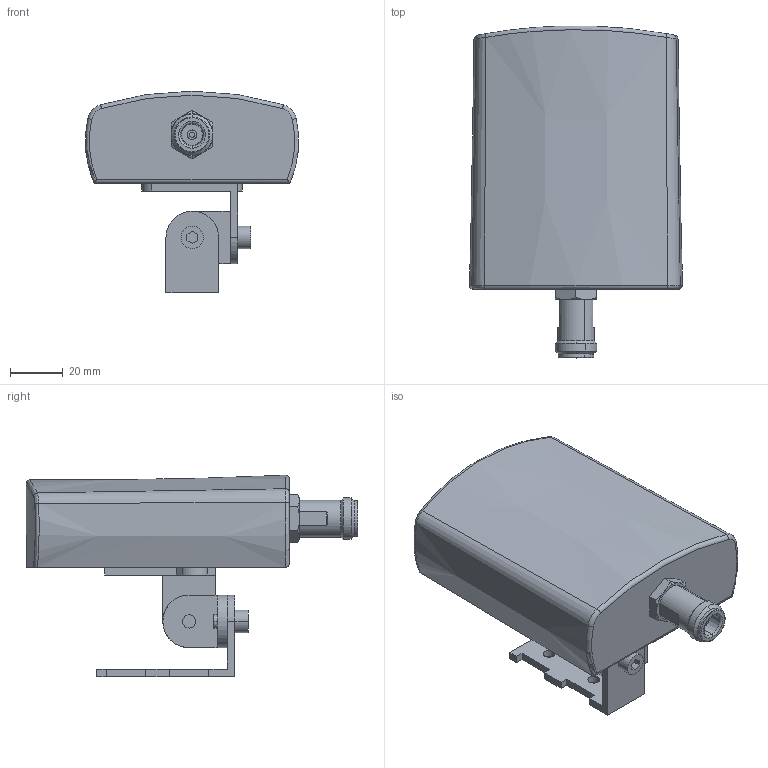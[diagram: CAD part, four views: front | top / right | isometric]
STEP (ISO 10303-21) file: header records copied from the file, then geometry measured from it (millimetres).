
FILE_DESCRIPTION(('SolidDesigner STEP Export'),'2;1');
FILE_NAME('2701186_ANT_DIR_2459_01-select.stp','2017-02-15T11:59:31',(''),(''),'Creo Elements/Direct Modeling STEP processor for AP214 (Solid Model)','Creo Elements/Direct Modeling 18.1G 27-Feb-2015 (C) Parametric Technology GmbH','');
FILE_SCHEMA(('AUTOMOTIVE_DESIGN { 1 0 10303 214 1 1 1 1 }'));
Length unit declared in the file: millimetre
Products named in the file (6): 2701186_ANT_DIR_2459_01-select; MOUNTING_3-select; MOUNTING_1-select; MOUNTING_2-select; MOUNTING-select
Assembly tree (5 placements, depth 3):
  2701186_ANT_DIR_2459_01-select
    MOUNTING-select
      MOUNTING_2-select
      MOUNTING_1-select
      MOUNTING_3-select
    2701186_ANT_DIR_2459_01-select
Bounding box: 80.87 x 126.03 x 76.51 mm (x, y, z)
Volume: 247132.1 mm3; surface area: 40700.5 mm2
Topology: 4 solids, 4 shells, 187 faces, 471 edges, 310 vertices
Faces by surface type: plane 103, cylinder 47, cone 20, torus 9, bspline 8
Entity records: 8241 total; most frequent: CARTESIAN_POINT 2311, ORIENTED_EDGE 942, DIRECTION 805, EDGE_CURVE 471, VERTEX_POINT 310, VECTOR 279, LINE 279, AXIS2_PLACEMENT_3D 263
